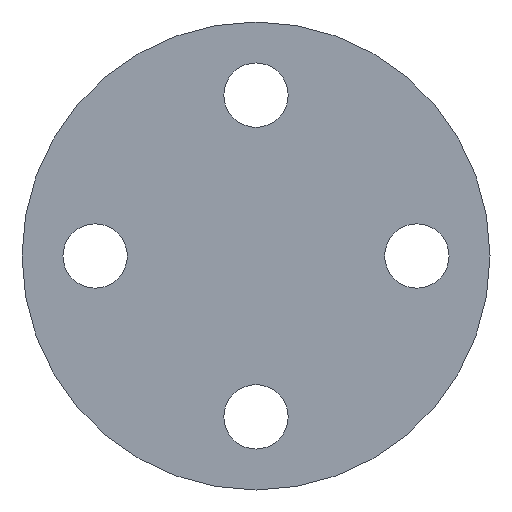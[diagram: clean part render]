
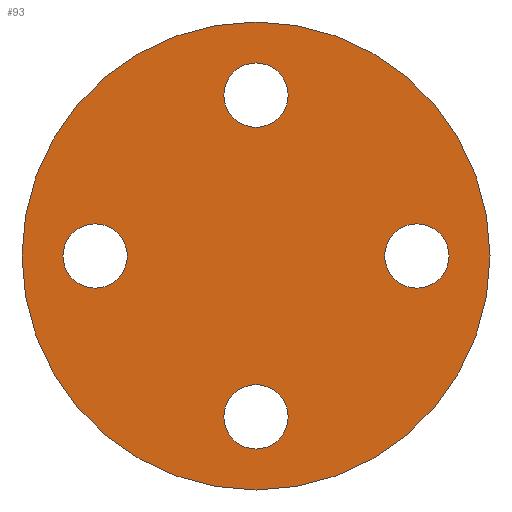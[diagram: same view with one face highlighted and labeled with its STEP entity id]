
A CAD part, front view. The second image highlights one B-rep face of the part: STEP entity #93.
In plain terms, the highlighted planar face has unit normal (0, -1, 0).
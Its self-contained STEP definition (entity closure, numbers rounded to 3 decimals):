
#4 = AXIS2_PLACEMENT_3D ( 'NONE', #42, #195, #403 ) ;
#5 = CARTESIAN_POINT ( 'NONE',  ( -27.5, 0., 0. ) ) ;
#12 = EDGE_LOOP ( 'NONE', ( #168, #75 ) ) ;
#15 = FACE_BOUND ( 'NONE', #430, .T. ) ;
#18 = CARTESIAN_POINT ( 'NONE',  ( 0., 0., 0. ) ) ;
#27 = EDGE_CURVE ( 'NONE', #312, #33, #276, .T. ) ;
#30 = CARTESIAN_POINT ( 'NONE',  ( 0., 0., 22. ) ) ;
#33 = VERTEX_POINT ( 'NONE', #164 ) ;
#38 = DIRECTION ( 'NONE',  ( 0., 0., 1. ) ) ;
#41 = EDGE_CURVE ( 'NONE', #217, #246, #395, .T. ) ;
#42 = CARTESIAN_POINT ( 'NONE',  ( 0., 0., 0. ) ) ;
#46 = AXIS2_PLACEMENT_3D ( 'NONE', #221, #359, #277 ) ;
#50 = DIRECTION ( 'NONE',  ( 0., 1., 0. ) ) ;
#54 = ORIENTED_EDGE ( 'NONE', *, *, #428, .T. ) ;
#55 = CIRCLE ( 'NONE', #446, 5.5 ) ;
#58 = CARTESIAN_POINT ( 'NONE',  ( 0., 0., 27.5 ) ) ;
#59 = CARTESIAN_POINT ( 'NONE',  ( 22., 0., 0. ) ) ;
#62 = EDGE_LOOP ( 'NONE', ( #409, #239 ) ) ;
#74 = DIRECTION ( 'NONE',  ( 1., 0., 0. ) ) ;
#75 = ORIENTED_EDGE ( 'NONE', *, *, #27, .F. ) ;
#92 = DIRECTION ( 'NONE',  ( 0., 1., 0. ) ) ;
#93 = ADVANCED_FACE ( 'NONE', ( #316, #133, #15, #237, #416 ), #287, .F. ) ;
#96 = DIRECTION ( 'NONE',  ( 0., 0., 1. ) ) ;
#107 = DIRECTION ( 'NONE',  ( 1., 0., 0. ) ) ;
#109 = AXIS2_PLACEMENT_3D ( 'NONE', #5, #151, #74 ) ;
#129 = EDGE_CURVE ( 'NONE', #246, #217, #257, .T. ) ;
#130 = DIRECTION ( 'NONE',  ( 0., 1., 0. ) ) ;
#133 = FACE_BOUND ( 'NONE', #62, .T. ) ;
#144 = CARTESIAN_POINT ( 'NONE',  ( 33., 0., 0. ) ) ;
#146 = EDGE_CURVE ( 'NONE', #160, #417, #298, .T. ) ;
#148 = CARTESIAN_POINT ( 'NONE',  ( -27.5, 0., 0. ) ) ;
#151 = DIRECTION ( 'NONE',  ( 0., 1., 0. ) ) ;
#155 = EDGE_LOOP ( 'NONE', ( #338, #240 ) ) ;
#160 = VERTEX_POINT ( 'NONE', #319 ) ;
#161 = VERTEX_POINT ( 'NONE', #144 ) ;
#164 = CARTESIAN_POINT ( 'NONE',  ( 0., 0., -40. ) ) ;
#168 = ORIENTED_EDGE ( 'NONE', *, *, #465, .F. ) ;
#169 = DIRECTION ( 'NONE',  ( 0., 0., 1. ) ) ;
#170 = AXIS2_PLACEMENT_3D ( 'NONE', #148, #92, #107 ) ;
#172 = ORIENTED_EDGE ( 'NONE', *, *, #271, .T. ) ;
#177 = ORIENTED_EDGE ( 'NONE', *, *, #448, .T. ) ;
#180 = CARTESIAN_POINT ( 'NONE',  ( -33., 0., 0. ) ) ;
#195 = DIRECTION ( 'NONE',  ( 0., 1., 0. ) ) ;
#196 = AXIS2_PLACEMENT_3D ( 'NONE', #58, #459, #390 ) ;
#198 = CIRCLE ( 'NONE', #46, 5.5 ) ;
#217 = VERTEX_POINT ( 'NONE', #30 ) ;
#221 = CARTESIAN_POINT ( 'NONE',  ( 27.5, 0., 0. ) ) ;
#228 = DIRECTION ( 'NONE',  ( 0., 1., 0. ) ) ;
#231 = CARTESIAN_POINT ( 'NONE',  ( 27.5, 0., 0. ) ) ;
#233 = CIRCLE ( 'NONE', #109, 5.5 ) ;
#237 = FACE_BOUND ( 'NONE', #155, .T. ) ;
#239 = ORIENTED_EDGE ( 'NONE', *, *, #129, .T. ) ;
#240 = ORIENTED_EDGE ( 'NONE', *, *, #146, .T. ) ;
#246 = VERTEX_POINT ( 'NONE', #291 ) ;
#255 = CARTESIAN_POINT ( 'NONE',  ( 0., 0., -27.5 ) ) ;
#257 = CIRCLE ( 'NONE', #196, 5.5 ) ;
#260 = AXIS2_PLACEMENT_3D ( 'NONE', #452, #130, #454 ) ;
#262 = CIRCLE ( 'NONE', #170, 5.5 ) ;
#264 = DIRECTION ( 'NONE',  ( 0., 1., 0. ) ) ;
#269 = CIRCLE ( 'NONE', #407, 5.5 ) ;
#271 = EDGE_CURVE ( 'NONE', #374, #376, #262, .T. ) ;
#276 = CIRCLE ( 'NONE', #335, 40. ) ;
#277 = DIRECTION ( 'NONE',  ( -1., 0., 0. ) ) ;
#280 = VERTEX_POINT ( 'NONE', #59 ) ;
#287 = PLANE ( 'NONE',  #334 ) ;
#291 = CARTESIAN_POINT ( 'NONE',  ( 0., 0., 33. ) ) ;
#292 = CARTESIAN_POINT ( 'NONE',  ( -22., 0., 0. ) ) ;
#297 = CARTESIAN_POINT ( 'NONE',  ( 0., 0., 40. ) ) ;
#298 = CIRCLE ( 'NONE', #392, 5.5 ) ;
#300 = DIRECTION ( 'NONE',  ( -1., 0., 0. ) ) ;
#312 = VERTEX_POINT ( 'NONE', #297 ) ;
#316 = FACE_BOUND ( 'NONE', #355, .T. ) ;
#317 = DIRECTION ( 'NONE',  ( 0., 1., 0. ) ) ;
#319 = CARTESIAN_POINT ( 'NONE',  ( 0., 0., -33. ) ) ;
#327 = CARTESIAN_POINT ( 'NONE',  ( 0., 0., -27.5 ) ) ;
#334 = AXIS2_PLACEMENT_3D ( 'NONE', #422, #449, #377 ) ;
#335 = AXIS2_PLACEMENT_3D ( 'NONE', #18, #50, #169 ) ;
#338 = ORIENTED_EDGE ( 'NONE', *, *, #444, .T. ) ;
#355 = EDGE_LOOP ( 'NONE', ( #54, #172 ) ) ;
#359 = DIRECTION ( 'NONE',  ( 0., 1., 0. ) ) ;
#374 = VERTEX_POINT ( 'NONE', #180 ) ;
#376 = VERTEX_POINT ( 'NONE', #292 ) ;
#377 = DIRECTION ( 'NONE',  ( 0., 0., 1. ) ) ;
#379 = EDGE_CURVE ( 'NONE', #280, #161, #198, .T. ) ;
#385 = ORIENTED_EDGE ( 'NONE', *, *, #379, .T. ) ;
#390 = DIRECTION ( 'NONE',  ( 0., 0., -1. ) ) ;
#392 = AXIS2_PLACEMENT_3D ( 'NONE', #255, #317, #96 ) ;
#395 = CIRCLE ( 'NONE', #260, 5.5 ) ;
#397 = CARTESIAN_POINT ( 'NONE',  ( 0., 0., -22. ) ) ;
#403 = DIRECTION ( 'NONE',  ( 0., 0., 1. ) ) ;
#407 = AXIS2_PLACEMENT_3D ( 'NONE', #327, #228, #38 ) ;
#409 = ORIENTED_EDGE ( 'NONE', *, *, #41, .T. ) ;
#416 = FACE_OUTER_BOUND ( 'NONE', #12, .T. ) ;
#417 = VERTEX_POINT ( 'NONE', #397 ) ;
#422 = CARTESIAN_POINT ( 'NONE',  ( 0., 0., 0. ) ) ;
#428 = EDGE_CURVE ( 'NONE', #376, #374, #233, .T. ) ;
#430 = EDGE_LOOP ( 'NONE', ( #385, #177 ) ) ;
#434 = CIRCLE ( 'NONE', #4, 40. ) ;
#444 = EDGE_CURVE ( 'NONE', #417, #160, #269, .T. ) ;
#446 = AXIS2_PLACEMENT_3D ( 'NONE', #231, #264, #300 ) ;
#448 = EDGE_CURVE ( 'NONE', #161, #280, #55, .T. ) ;
#449 = DIRECTION ( 'NONE',  ( 0., 1., 0. ) ) ;
#452 = CARTESIAN_POINT ( 'NONE',  ( 0., 0., 27.5 ) ) ;
#454 = DIRECTION ( 'NONE',  ( 0., 0., -1. ) ) ;
#459 = DIRECTION ( 'NONE',  ( 0., 1., 0. ) ) ;
#465 = EDGE_CURVE ( 'NONE', #33, #312, #434, .T. ) ;
